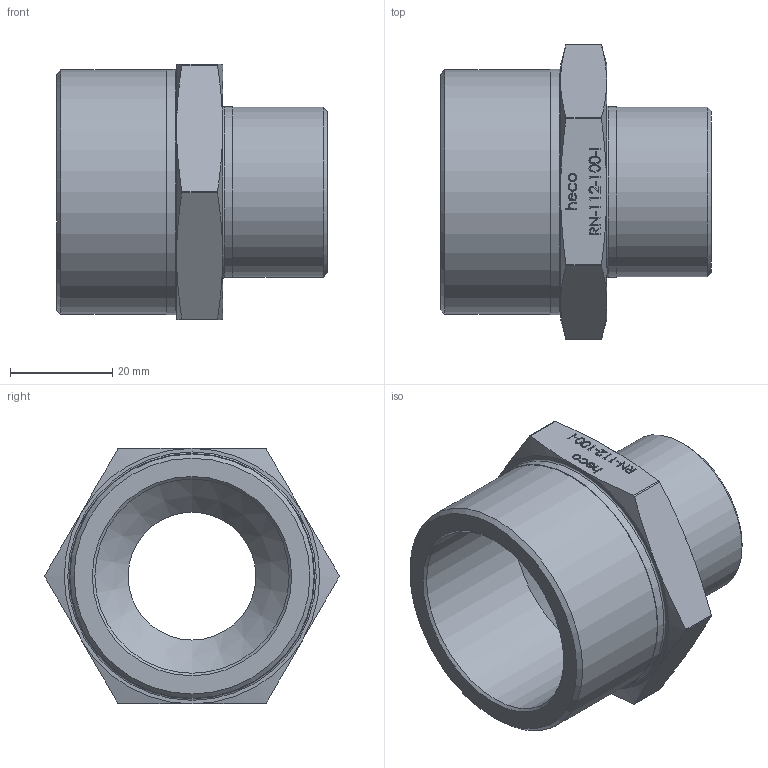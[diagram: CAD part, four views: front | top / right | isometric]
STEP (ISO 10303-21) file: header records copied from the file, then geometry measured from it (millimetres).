
FILE_DESCRIPTION (( 'STEP AP214' ), '1' );
FILE_NAME ('heco_RN-112-100-I.STEP', '2016-07-04T13:44:55', ( '' ), ( '' ), 'SwSTEP 2.0', 'SolidWorks 2011', '' );
FILE_SCHEMA (( 'AUTOMOTIVE_DESIGN' ));
Length unit declared in the file: millimetre
Products named in the file (1): heco_RN-112-100-I
Bounding box: 53 x 57.64 x 50.05 mm (x, y, z)
Volume: 35397.7 mm3; surface area: 15190.2 mm2
Topology: 1 solids, 1 shells, 202 faces, 507 edges, 332 vertices
Faces by surface type: plane 107, bspline 64, cone 17, cylinder 12, torus 2
Full cylindrical faces by diameter (mm): 25 x1, 33.249 x1, 33.449 x1, 38 x1, 47.803 x1, 48.003 x1
Entity records: 11389 total; most frequent: CARTESIAN_POINT 5381, ORIENTED_EDGE 984, DIRECTION 636, EDGE_CURVE 492, VERTEX_POINT 330, LINE 298, VECTOR 298, EDGE_LOOP 242
